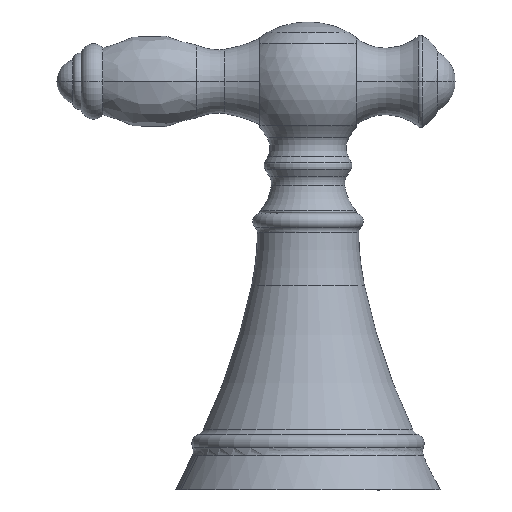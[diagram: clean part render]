
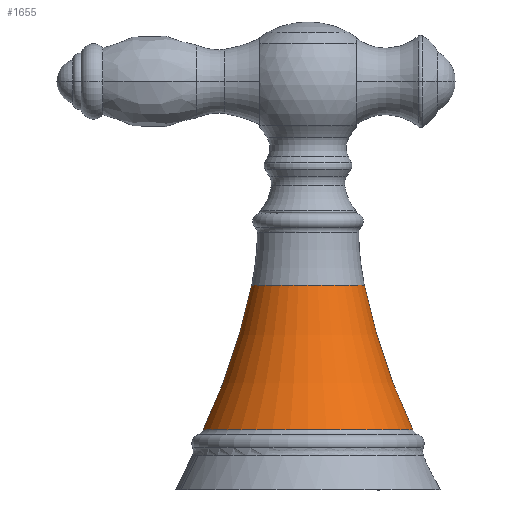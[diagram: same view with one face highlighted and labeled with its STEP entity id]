
A CAD part, left-side view. The second image highlights one B-rep face of the part: STEP entity #1655.
In plain terms, the highlighted toroidal (fillet/blend) face has major radius 140.65 mm and minor radius 132.08 mm.
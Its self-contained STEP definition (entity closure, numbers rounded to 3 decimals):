
#101=CARTESIAN_POINT('',(0.,12.146,0.));
#102=DIRECTION('',(0.,-1.,0.));
#103=DIRECTION('',(0.,0.,-1.));
#104=AXIS2_PLACEMENT_3D('',#101,#102,#103);
#106=CARTESIAN_POINT('',(0.,12.146,0.));
#107=DIRECTION('',(0.,-1.,0.));
#108=DIRECTION('',(0.006,0.,1.));
#109=AXIS2_PLACEMENT_3D('',#106,#107,#108);
#111=CARTESIAN_POINT('',(0.,41.38,0.));
#112=DIRECTION('',(0.,1.,0.));
#113=DIRECTION('',(0.,0.,1.));
#114=AXIS2_PLACEMENT_3D('',#111,#112,#113);
#116=CARTESIAN_POINT('',(0.,68.436,
-140.65));
#117=DIRECTION('',(1.,0.,0.));
#118=DIRECTION('',(0.,-0.205,0.979));
#119=AXIS2_PLACEMENT_3D('',#116,#117,#118);
#146=CARTESIAN_POINT('',(0.,68.436,140.65));
#147=DIRECTION('',(-1.,0.,0.));
#148=DIRECTION('',(0.,-0.205,-0.979));
#149=AXIS2_PLACEMENT_3D('',#146,#147,#148);
#1263=CARTESIAN_POINT('',(0.,41.38,11.37));
#1264=VERTEX_POINT('',#1263);
#1265=CARTESIAN_POINT('',(0.,41.38,-11.37));
#1266=VERTEX_POINT('',#1265);
#1267=CARTESIAN_POINT('',(0.131,12.146,21.165));
#1268=CARTESIAN_POINT('',(0.,12.146,21.165));
#1269=VERTEX_POINT('',#1267);
#1270=VERTEX_POINT('',#1268);
#1271=CARTESIAN_POINT('',(0.,12.146,
-21.165));
#1272=VERTEX_POINT('',#1271);
#1639=CARTESIAN_POINT('',(0.,68.436,0.));
#1640=DIRECTION('',(0.,-1.,0.));
#1641=DIRECTION('',(0.,0.,1.));
#1642=AXIS2_PLACEMENT_3D('',#1639,#1640,#1641);
#1643=TOROIDAL_SURFACE('',#1642,140.65,132.08);
#1645=ORIENTED_EDGE('',*,*,#1644,.T.);
#1647=ORIENTED_EDGE('',*,*,#1646,.T.);
#1649=ORIENTED_EDGE('',*,*,#1648,.F.);
#1650=ORIENTED_EDGE('',*,*,#1633,.T.);
#1652=ORIENTED_EDGE('',*,*,#1651,.T.);
#1653=EDGE_LOOP('',(#1645,#1647,#1649,#1650,#1652));
#1654=FACE_OUTER_BOUND('',#1653,.F.);
#1655=ADVANCED_FACE('',(#1654),#1643,.F.);
#105=CIRCLE('',#104,21.165);
#110=CIRCLE('',#109,21.165);
#115=CIRCLE('',#114,11.37);
#120=CIRCLE('',#119,132.08);
#150=CIRCLE('',#149,132.08);
#1633=EDGE_CURVE('',#1264,#1266,#115,.T.);
#1644=EDGE_CURVE('',#1272,#1269,#105,.T.);
#1646=EDGE_CURVE('',#1269,#1270,#110,.T.);
#1648=EDGE_CURVE('',#1264,#1270,#150,.T.);
#1651=EDGE_CURVE('',#1266,#1272,#120,.T.);
